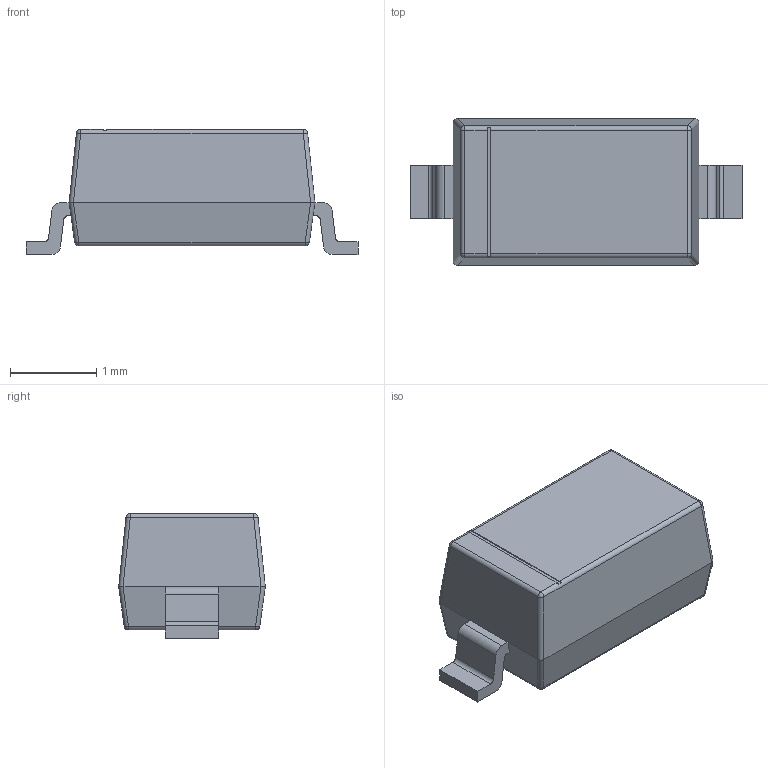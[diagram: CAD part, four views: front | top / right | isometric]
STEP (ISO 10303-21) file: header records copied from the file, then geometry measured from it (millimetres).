
FILE_DESCRIPTION (( 'STEP AP214' ), '1' );
FILE_NAME ('SOD-123_L2.7-W1.6-LS3.7-RD-1.STEP', '2023-05-10T18:34:09', ( 'Windows User' ), ( 'P R C' ), 'SwSTEP 2.0', 'SolidWorks 2020', '' );
FILE_SCHEMA (( 'AUTOMOTIVE_DESIGN' ));
Length unit declared in the file: millimetre
Products named in the file (1): SOD-123_L2.7-W1.6-LS3.7-RD-1
Bounding box: 3.85 x 1.7 x 1.45 mm (x, y, z)
Volume: 6.2 mm3; surface area: 22.5 mm2
Topology: 1 solids, 1 shells, 64 faces, 166 edges, 96 vertices
Faces by surface type: plane 32, cylinder 24, sphere 8
Entity records: 2600 total; most frequent: CARTESIAN_POINT 331, DIRECTION 328, ORIENTED_EDGE 316, EDGE_CURVE 158, VECTOR 110, LINE 110, AXIS2_PLACEMENT_3D 109, VERTEX_POINT 96
